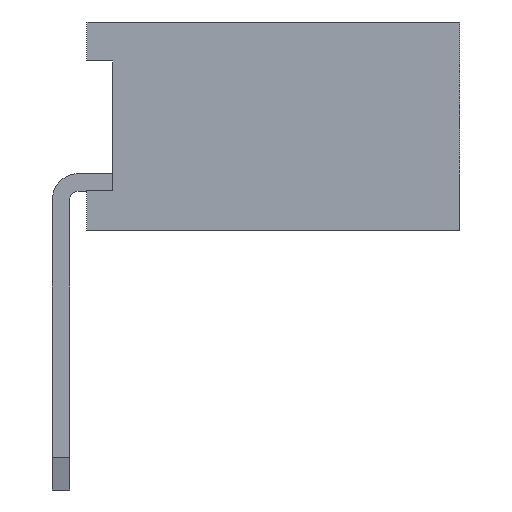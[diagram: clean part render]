
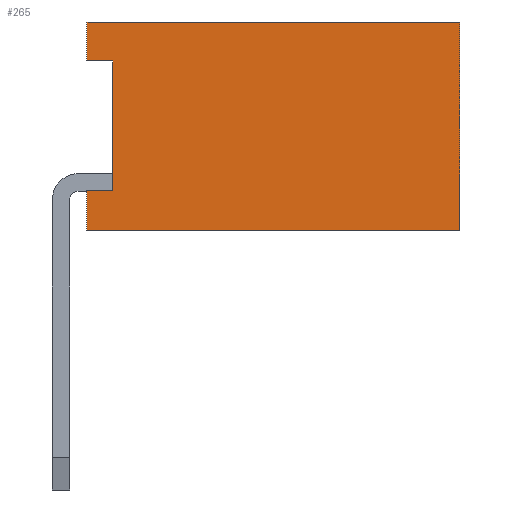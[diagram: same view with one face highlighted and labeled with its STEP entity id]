
A CAD part, left-side view. The second image highlights one B-rep face of the part: STEP entity #265.
In plain terms, the highlighted planar face has unit normal (-1, 0, 0).
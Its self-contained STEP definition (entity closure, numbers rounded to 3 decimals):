
#265=ADVANCED_FACE('',(#8529),#8531,.T.);
#8529=FACE_BOUND('',#8530,.T.);
#8530=EDGE_LOOP('',(#15113,#15114,#15115,#15116,#15117,#15118,#15119,#15120));
#8531=PLANE('',#8532);
#8532=AXIS2_PLACEMENT_3D('',#8533,#8534,#8535);
#8533=CARTESIAN_POINT('',(-1.,-4.6,0.));
#8534=DIRECTION('',(-1.,0.,0.));
#8535=DIRECTION('',(0.,0.,1.));
#15113=ORIENTED_EDGE('',*,*,#20037,.T.);
#15114=ORIENTED_EDGE('',*,*,#20105,.T.);
#15115=ORIENTED_EDGE('',*,*,#19974,.T.);
#15116=ORIENTED_EDGE('',*,*,#20104,.F.);
#15117=ORIENTED_EDGE('',*,*,#20106,.F.);
#15118=ORIENTED_EDGE('',*,*,#20107,.T.);
#15119=ORIENTED_EDGE('',*,*,#20108,.T.);
#15120=ORIENTED_EDGE('',*,*,#20099,.F.);
#19974=EDGE_CURVE('',#22478,#22475,#22479,.F.);
#20037=EDGE_CURVE('',#22604,#22602,#22605,.F.);
#20099=EDGE_CURVE('',#22604,#22721,#22722,.T.);
#20104=EDGE_CURVE('',#22728,#22475,#22730,.T.);
#20105=EDGE_CURVE('',#22602,#22478,#22731,.T.);
#20106=EDGE_CURVE('',#22732,#22728,#22733,.T.);
#20107=EDGE_CURVE('',#22732,#22734,#22735,.T.);
#20108=EDGE_CURVE('',#22734,#22721,#22736,.T.);
#22475=VERTEX_POINT('',#26589);
#22478=VERTEX_POINT('',#26594);
#22479=LINE('',#26595,#26596);
#22602=VERTEX_POINT('',#26842);
#22604=VERTEX_POINT('',#26846);
#22605=LINE('',#26847,#26848);
#22721=VERTEX_POINT('',#27087);
#22722=LINE('',#27088,#27089);
#22728=VERTEX_POINT('',#27102);
#22730=LINE('',#27106,#27107);
#22731=LINE('',#27109,#27110);
#22732=VERTEX_POINT('',#27112);
#22733=LINE('',#27113,#27114);
#22734=VERTEX_POINT('',#27116);
#22735=LINE('',#27117,#27118);
#22736=LINE('',#27120,#27121);
#26589=CARTESIAN_POINT('',(-1.,-0.3,0.45));
#26594=CARTESIAN_POINT('',(-1.,-0.6,0.45));
#26595=CARTESIAN_POINT('',(-1.,-0.3,0.45));
#26596=VECTOR('',#26597,1.);
#26597=DIRECTION('',(0.,-1.,0.));
#26842=CARTESIAN_POINT('',(-1.,-0.6,1.95));
#26846=CARTESIAN_POINT('',(-1.,-0.3,1.95));
#26847=CARTESIAN_POINT('',(-1.,-0.6,1.95));
#26848=VECTOR('',#26849,1.);
#26849=DIRECTION('',(0.,1.,0.));
#27087=CARTESIAN_POINT('',(-1.,-0.3,2.4));
#27088=CARTESIAN_POINT('',(-1.,-0.3,1.95));
#27089=VECTOR('',#27090,1.);
#27090=DIRECTION('',(0.,0.,1.));
#27102=CARTESIAN_POINT('',(-1.,-0.3,0.));
#27106=CARTESIAN_POINT('',(-1.,-0.3,0.));
#27107=VECTOR('',#27108,1.);
#27108=DIRECTION('',(0.,0.,1.));
#27109=CARTESIAN_POINT('',(-1.,-0.6,1.95));
#27110=VECTOR('',#27111,1.);
#27111=DIRECTION('',(0.,0.,-1.));
#27112=CARTESIAN_POINT('',(-1.,-4.6,0.));
#27113=CARTESIAN_POINT('',(-1.,-4.6,0.));
#27114=VECTOR('',#27115,1.);
#27115=DIRECTION('',(0.,1.,0.));
#27116=CARTESIAN_POINT('',(-1.,-4.6,2.4));
#27117=CARTESIAN_POINT('',(-1.,-4.6,0.));
#27118=VECTOR('',#27119,1.);
#27119=DIRECTION('',(0.,0.,1.));
#27120=CARTESIAN_POINT('',(-1.,-4.6,2.4));
#27121=VECTOR('',#27122,1.);
#27122=DIRECTION('',(0.,1.,0.));
